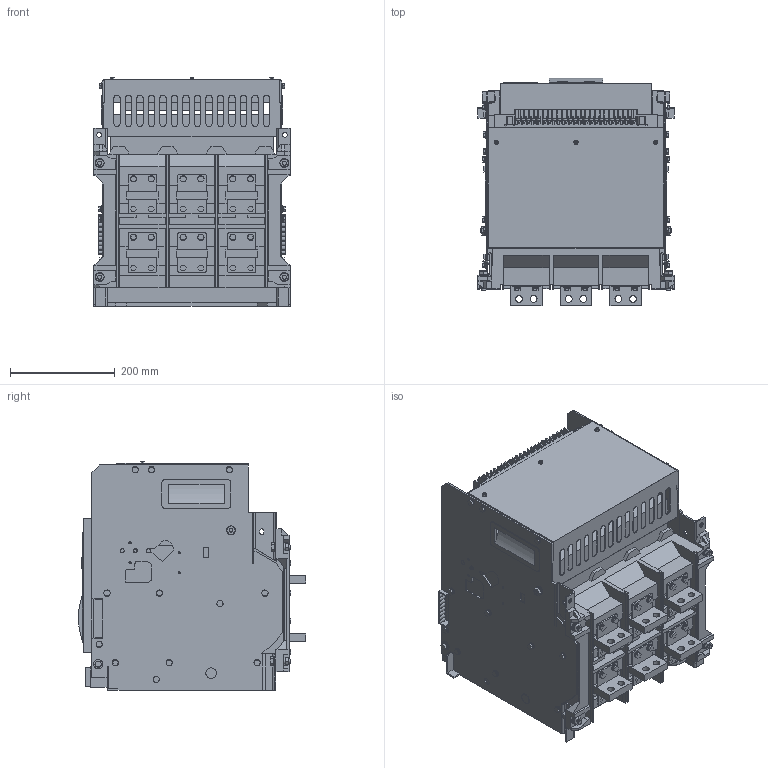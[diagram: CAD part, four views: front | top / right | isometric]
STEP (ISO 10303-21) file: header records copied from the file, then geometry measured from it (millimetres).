
FILE_DESCRIPTION(('STEP AP203'), '1');
FILE_NAME('Àâòîìàòè÷åñêèé Âûêëþ÷àòåëü ÂÀ99-40 à-3ð D M2C2S2 1250 A', '', ('UNSPECIFIED'), ('UNSPECIFIED'), 'C3D Converter', 'C3D Toolkit', '');
FILE_SCHEMA(('CONFIG_CONTROL_DESIGN'));
Length unit declared in the file: millimetre
Bounding box: 375 x 435 x 437.5 mm (x, y, z)
Volume: 39527452.7 mm3; surface area: 2103668.2 mm2
Topology: 7 solids, 10 shells, 2413 faces, 6511 edges, 4153 vertices
Faces by surface type: plane 2057, cylinder 354, cone 2
Full cylindrical faces by diameter (mm): 4 x4, 6 x1, 7 x31, 7.5 x2, 8 x42, 9 x2, 10 x17, 10.5 x7, 11 x1, 12 x33, 13 x18, 14 x1, 17 x10, 18 x3, 20 x4
Entity records: 93539 total; most frequent: CARTESIAN_POINT 13107, ORIENTED_EDGE 12670, DIRECTION 12140, EDGE_CURVE 6335, LINE 5342, VECTOR 5342, VERTEX_POINT 4153, AXIS2_PLACEMENT_3D 3399
